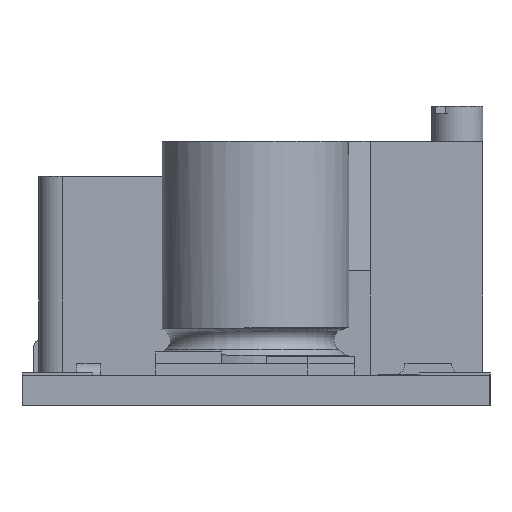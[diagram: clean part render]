
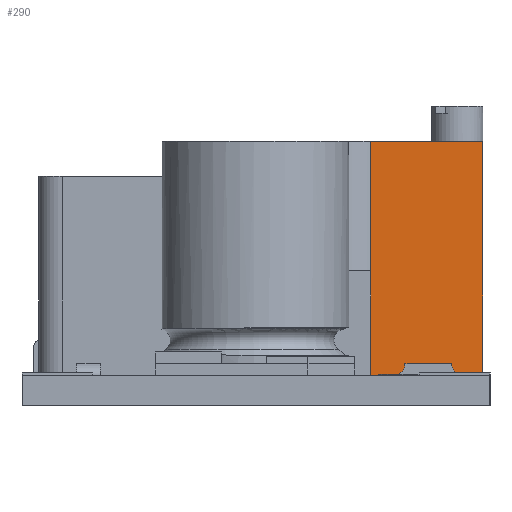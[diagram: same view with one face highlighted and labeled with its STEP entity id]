
A CAD part, left-side view. The second image highlights one B-rep face of the part: STEP entity #290.
In plain terms, the highlighted planar face has unit normal (-1, 0, 0).
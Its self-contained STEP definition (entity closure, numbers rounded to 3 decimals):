
#290 = ADVANCED_FACE ( 'NONE', ( #5680 ), #11384, .F. ) ;
#317 = EDGE_CURVE ( 'NONE', #7438, #1970, #1508, .T. ) ;
#675 = ORIENTED_EDGE ( 'NONE', *, *, #317, .T. ) ;
#773 = DIRECTION ( 'NONE',  ( 0., 0., -1. ) ) ;
#1169 = DIRECTION ( 'NONE',  ( 0., 0., -1. ) ) ;
#1457 = DIRECTION ( 'NONE',  ( 0., 0., -1. ) ) ;
#1508 = LINE ( 'NONE', #3488, #3573 ) ;
#1754 = ORIENTED_EDGE ( 'NONE', *, *, #3325, .F. ) ;
#1970 = VERTEX_POINT ( 'NONE', #7577 ) ;
#2693 = VECTOR ( 'NONE', #5665, 1000. ) ;
#3003 = CARTESIAN_POINT ( 'NONE',  ( -9.2, -4.9, 11.3 ) ) ;
#3325 = EDGE_CURVE ( 'NONE', #11983, #7439, #7148, .T. ) ;
#3452 = CARTESIAN_POINT ( 'NONE',  ( -9.2, -4.9, 1.3 ) ) ;
#3488 = CARTESIAN_POINT ( 'NONE',  ( -9.2, -4.9, 1.3 ) ) ;
#3573 = VECTOR ( 'NONE', #8213, 1000. ) ;
#4499 = VECTOR ( 'NONE', #773, 1000. ) ;
#5665 = DIRECTION ( 'NONE',  ( 0., -1., 0. ) ) ;
#5680 = FACE_OUTER_BOUND ( 'NONE', #8456, .T. ) ;
#5994 = EDGE_CURVE ( 'NONE', #11983, #7438, #8681, .T. ) ;
#6012 = ORIENTED_EDGE ( 'NONE', *, *, #10900, .F. ) ;
#6213 = CARTESIAN_POINT ( 'NONE',  ( -9.2, -9.7, 11.3 ) ) ;
#6788 = CARTESIAN_POINT ( 'NONE',  ( -9.2, -4.9, 11.3 ) ) ;
#7042 = VECTOR ( 'NONE', #1457, 1000. ) ;
#7148 = LINE ( 'NONE', #3003, #2693 ) ;
#7167 = CARTESIAN_POINT ( 'NONE',  ( -9.2, -4.9, 11.3 ) ) ;
#7438 = VERTEX_POINT ( 'NONE', #3452 ) ;
#7439 = VERTEX_POINT ( 'NONE', #6213 ) ;
#7577 = CARTESIAN_POINT ( 'NONE',  ( -9.2, -9.7, 1.3 ) ) ;
#8213 = DIRECTION ( 'NONE',  ( 0., -1., 0. ) ) ;
#8456 = EDGE_LOOP ( 'NONE', ( #675, #6012, #1754, #12148 ) ) ;
#8681 = LINE ( 'NONE', #7167, #7042 ) ;
#8845 = LINE ( 'NONE', #10174, #4499 ) ;
#8978 = AXIS2_PLACEMENT_3D ( 'NONE', #6788, #11501, #1169 ) ;
#10174 = CARTESIAN_POINT ( 'NONE',  ( -9.2, -9.7, 11.3 ) ) ;
#10734 = CARTESIAN_POINT ( 'NONE',  ( -9.2, -4.9, 11.3 ) ) ;
#10900 = EDGE_CURVE ( 'NONE', #7439, #1970, #8845, .T. ) ;
#11384 = PLANE ( 'NONE',  #8978 ) ;
#11501 = DIRECTION ( 'NONE',  ( 1., 0., 0. ) ) ;
#11983 = VERTEX_POINT ( 'NONE', #10734 ) ;
#12148 = ORIENTED_EDGE ( 'NONE', *, *, #5994, .T. ) ;
